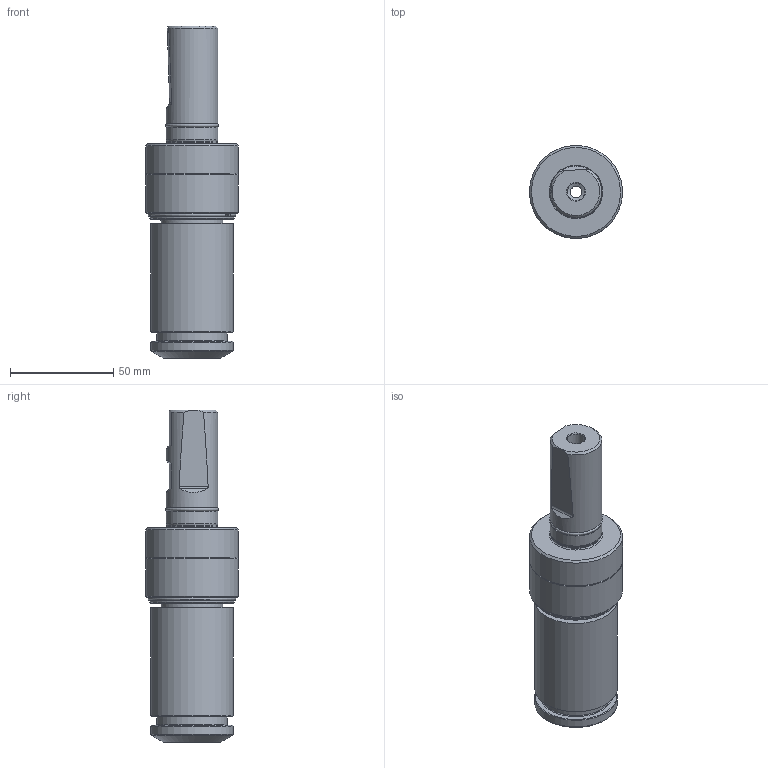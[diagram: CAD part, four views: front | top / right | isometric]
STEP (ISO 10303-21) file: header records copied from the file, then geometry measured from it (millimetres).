
FILE_DESCRIPTION(/* description */ (''),/* implementation_level */ '2;1');
FILE_NAME(/* name */ '262562507.stp',/* time_stamp */ '2021-01-08T12:27:14',/* author */ ('LRA'),/* organization */ ('REGO-FIX'),/* preprocessor_version */ ' Unknown',/* originating_system */ 'SIEMENS PLM Software Solid Edge ST10',/* authorization */ 'Unknown');
FILE_SCHEMA (('AUTOMOTIVE_DESIGN { 1 0 10303 214 2 1 1}'));
Length unit declared in the file: millimetre
Products named in the file (1): NOCUT
Bounding box: 44.88 x 44.88 x 160.5 mm (x, y, z)
Volume: 130132.1 mm3; surface area: 30463.6 mm2
Topology: 1 solids, 1 shells, 75 faces, 154 edges, 97 vertices
Faces by surface type: plane 26, cylinder 22, cone 21, torus 6
Full cylindrical faces by diameter (mm): 5.5 x1, 8.5 x1, 22.5 x2, 24.6 x1, 25 x3, 30 x1, 32.853 x1, 34 x1, 37 x1, 39.5 x2, 40 x2, 41 x2, 45 x2
Entity records: 1695 total; most frequent: DIRECTION 324, CARTESIAN_POINT 279, ORIENTED_EDGE 192, AXIS2_PLACEMENT_3D 154, EDGE_LOOP 138, FACE_BOUND 138, EDGE_CURVE 96, VERTEX_POINT 84
